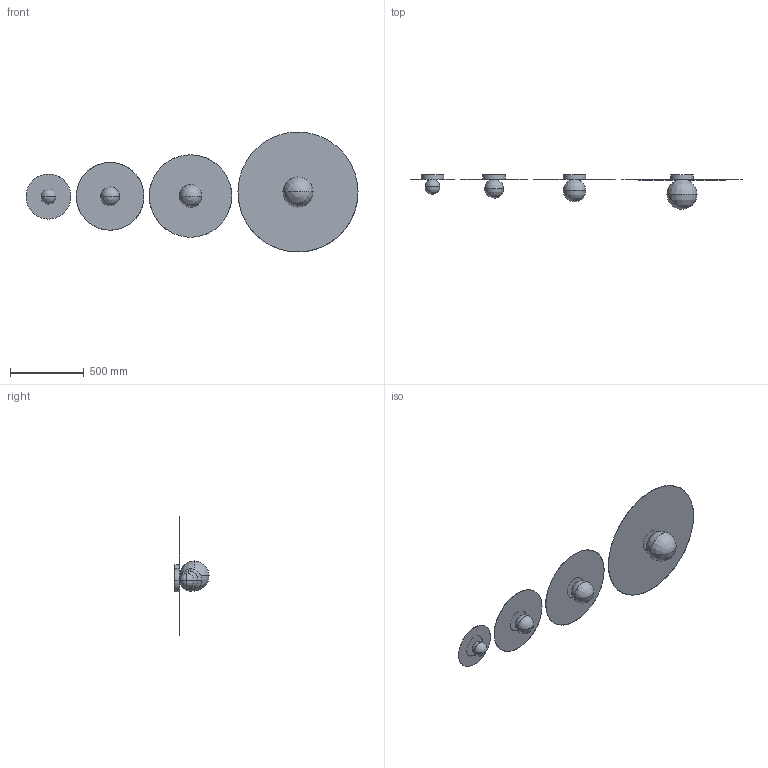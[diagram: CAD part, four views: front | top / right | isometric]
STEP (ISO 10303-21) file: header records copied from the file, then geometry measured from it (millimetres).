
FILE_DESCRIPTION(/* description */ (''),/* implementation_level */ '2;1');
FILE_NAME(/* name */ 'Bola Flush Family',/* time_stamp */ '2018-11-08T16:25:15-08:00',/* author */ (''),/* organization */ (''),/* preprocessor_version */ 'ST-DEVELOPER v16.5',/* originating_system */ '',/* authorisation */ '');
FILE_SCHEMA (('AUTOMOTIVE_DESIGN'));
Length unit declared in the file: inch
Products named in the file (1): Document
Bounding box: 2246.09 x 233.04 x 810.65 mm (x, y, z)
Volume: 5791157.5 mm3; surface area: 3206391.6 mm2
Topology: 19 solids, 19 shells, 185 faces, 428 edges, 254 vertices
Faces by surface type: bspline 156, plane 29
Entity records: 8068 total; most frequent: CARTESIAN_POINT 5732, ORIENTED_EDGE 788, EDGE_CURVE 394, VERTEX_POINT 250, EDGE_LOOP 202, ADVANCED_FACE 185, FACE_OUTER_BOUND 185, DIRECTION 35
